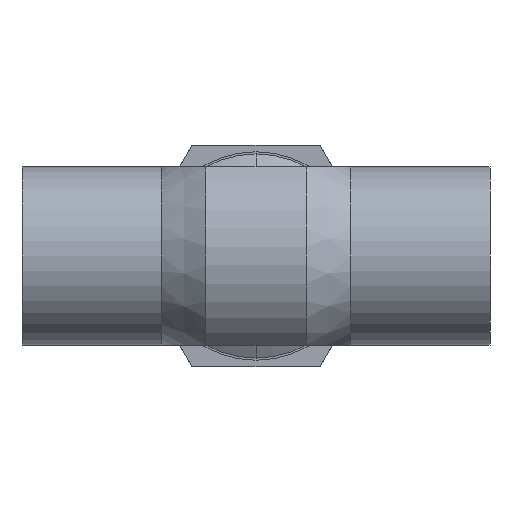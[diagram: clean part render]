
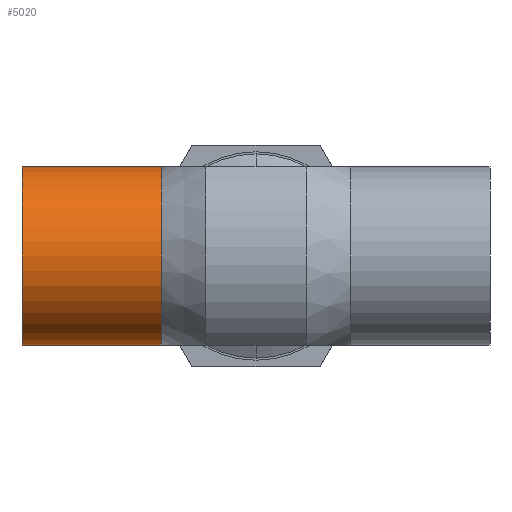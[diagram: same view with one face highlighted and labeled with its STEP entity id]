
A CAD part, front view. The second image highlights one B-rep face of the part: STEP entity #5020.
In plain terms, the highlighted cylindrical face has radius 8 mm (diameter 16 mm), a partial arc.
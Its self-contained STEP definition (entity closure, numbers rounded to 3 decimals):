
#3898 = VERTEX_POINT('',#3899);
#3899 = CARTESIAN_POINT('',(2483.946,2348.214,-8.));
#3906 = EDGE_CURVE('',#3898,#3907,#3909,.T.);
#3907 = VERTEX_POINT('',#3908);
#3908 = CARTESIAN_POINT('',(2471.446,2348.214,-8.));
#3909 = LINE('',#3910,#3911);
#3910 = CARTESIAN_POINT('',(2467.252,2348.214,-8.));
#3911 = VECTOR('',#3912,1.);
#3912 = DIRECTION('',(-1.,-0.,-0.));
#3915 = VERTEX_POINT('',#3916);
#3916 = CARTESIAN_POINT('',(2471.446,2348.214,8.));
#3923 = EDGE_CURVE('',#3924,#3915,#3926,.T.);
#3924 = VERTEX_POINT('',#3925);
#3925 = CARTESIAN_POINT('',(2483.946,2348.214,8.));
#3926 = LINE('',#3927,#3928);
#3927 = CARTESIAN_POINT('',(2467.252,2348.214,8.));
#3928 = VECTOR('',#3929,1.);
#3929 = DIRECTION('',(-1.,-0.,-0.));
#4851 = EDGE_CURVE('',#3898,#3924,#4852,.T.);
#4852 = CIRCLE('',#4853,8.);
#4853 = AXIS2_PLACEMENT_3D('',#4854,#4855,#4856);
#4854 = CARTESIAN_POINT('',(2483.946,2348.214,0.));
#4855 = DIRECTION('',(-1.,0.,-0.));
#4856 = DIRECTION('',(-0.,0.,1.));
#5005 = EDGE_CURVE('',#3907,#3915,#5006,.T.);
#5006 = CIRCLE('',#5007,8.);
#5007 = AXIS2_PLACEMENT_3D('',#5008,#5009,#5010);
#5008 = CARTESIAN_POINT('',(2471.446,2348.214,0.));
#5009 = DIRECTION('',(-1.,0.,-0.));
#5010 = DIRECTION('',(-0.,0.,1.));
#5020 = ADVANCED_FACE('',(#5021),#5027,.T.);
#5021 = FACE_BOUND('',#5022,.T.);
#5022 = EDGE_LOOP('',(#5023,#5024,#5025,#5026));
#5023 = ORIENTED_EDGE('',*,*,#3906,.F.);
#5024 = ORIENTED_EDGE('',*,*,#4851,.T.);
#5025 = ORIENTED_EDGE('',*,*,#3923,.T.);
#5026 = ORIENTED_EDGE('',*,*,#5005,.F.);
#5027 = CYLINDRICAL_SURFACE('',#5028,8.);
#5028 = AXIS2_PLACEMENT_3D('',#5029,#5030,#5031);
#5029 = CARTESIAN_POINT('',(2467.252,2348.214,0.));
#5030 = DIRECTION('',(-1.,-0.,-0.));
#5031 = DIRECTION('',(-0.,0.,1.));
